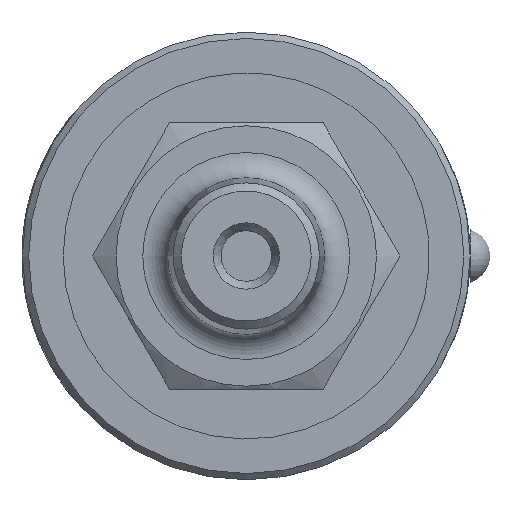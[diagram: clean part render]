
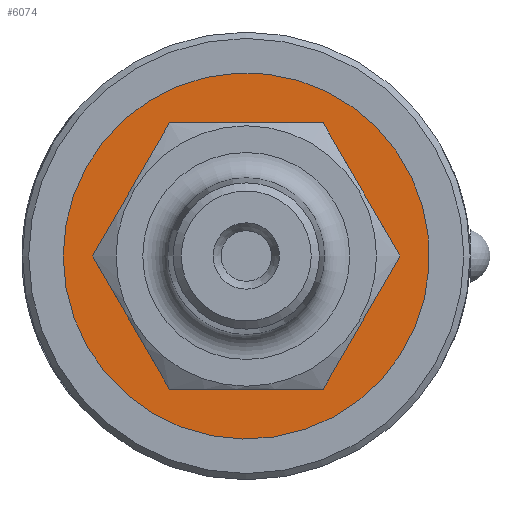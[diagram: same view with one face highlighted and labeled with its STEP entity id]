
A CAD part, left-side view. The second image highlights one B-rep face of the part: STEP entity #6074.
In plain terms, the highlighted planar face has unit normal (-1, 0, 0).
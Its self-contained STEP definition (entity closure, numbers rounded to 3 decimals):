
#69=FACE_BOUND('',#2176,.T.);
#1788=FACE_OUTER_BOUND('',#2175,.T.);
#2175=EDGE_LOOP('',(#5627,#5628));
#2176=EDGE_LOOP('',(#5629,#5630));
#2317=CIRCLE('',#6380,5.5);
#2318=CIRCLE('',#6381,5.5);
#2339=CIRCLE('',#6419,11.6);
#2340=CIRCLE('',#6420,11.6);
#2908=VERTEX_POINT('',#60774);
#2909=VERTEX_POINT('',#60775);
#2941=VERTEX_POINT('',#60895);
#2942=VERTEX_POINT('',#60896);
#3784=EDGE_CURVE('',#2908,#2909,#2317,.T.);
#3785=EDGE_CURVE('',#2909,#2908,#2318,.T.);
#3831=EDGE_CURVE('',#2941,#2942,#2339,.T.);
#3832=EDGE_CURVE('',#2941,#2942,#2340,.T.);
#5627=ORIENTED_EDGE('',*,*,#3831,.T.);
#5628=ORIENTED_EDGE('',*,*,#3832,.F.);
#5629=ORIENTED_EDGE('',*,*,#3784,.T.);
#5630=ORIENTED_EDGE('',*,*,#3785,.T.);
#5734=PLANE('',#6433);
#6074=ADVANCED_FACE('',(#1788,#69),#5734,.F.);
#6380=AXIS2_PLACEMENT_3D('',#60776,#7298,#7299);
#6381=AXIS2_PLACEMENT_3D('',#60777,#7300,#7301);
#6419=AXIS2_PLACEMENT_3D('',#60897,#7389,#7390);
#6420=AXIS2_PLACEMENT_3D('',#60898,#7391,#7392);
#6433=AXIS2_PLACEMENT_3D('',#60919,#7421,#7422);
#7298=DIRECTION('center_axis',(1.,0.,0.));
#7299=DIRECTION('ref_axis',(0.,0.32,0.948));
#7300=DIRECTION('center_axis',(1.,0.,0.));
#7301=DIRECTION('ref_axis',(0.,0.32,0.948));
#7389=DIRECTION('center_axis',(-1.,0.,0.));
#7390=DIRECTION('ref_axis',(0.,0.32,0.948));
#7391=DIRECTION('center_axis',(1.,0.,0.));
#7392=DIRECTION('ref_axis',(0.,0.32,0.948));
#7421=DIRECTION('center_axis',(1.,0.,0.));
#7422=DIRECTION('ref_axis',(0.,-0.948,0.32));
#60774=CARTESIAN_POINT('',(0.,-1.758,-5.211));
#60775=CARTESIAN_POINT('',(0.,5.5,0.));
#60776=CARTESIAN_POINT('Origin',(0.,0.,0.));
#60777=CARTESIAN_POINT('Origin',(0.,0.,0.));
#60895=CARTESIAN_POINT('',(0.,-3.708,-10.991));
#60896=CARTESIAN_POINT('',(0.,11.6,0.));
#60897=CARTESIAN_POINT('Origin',(0.,0.,0.));
#60898=CARTESIAN_POINT('Origin',(0.,0.,0.));
#60919=CARTESIAN_POINT('Origin',(0.,0.,0.));
